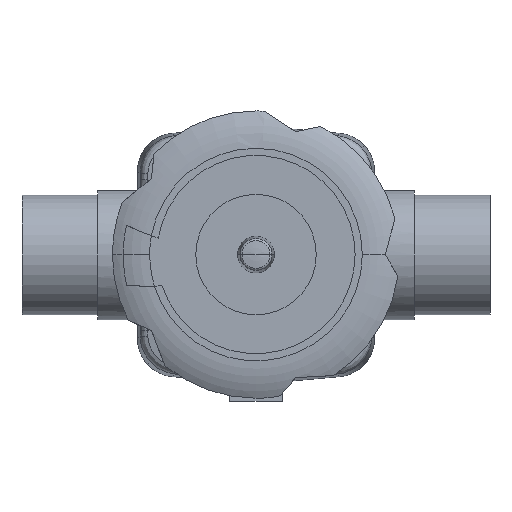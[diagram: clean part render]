
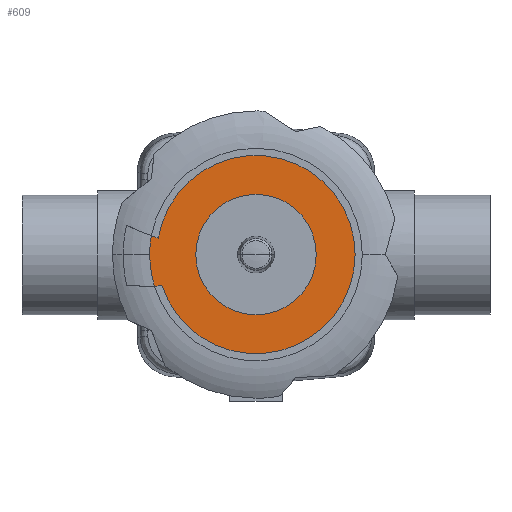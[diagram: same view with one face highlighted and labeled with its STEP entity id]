
A CAD part, top view. The second image highlights one B-rep face of the part: STEP entity #609.
In plain terms, the highlighted planar face has unit normal (0, 0, 1).
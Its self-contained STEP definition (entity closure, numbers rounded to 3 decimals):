
#609=ADVANCED_FACE('',(#1210,#1211),#1212,.T.);
#1210=FACE_OUTER_BOUND('',#3114,.T.);
#1211=FACE_BOUND('',#3115,.T.);
#1212=PLANE('',#3116);
#3114=EDGE_LOOP('',(#4792,#4793,#4794,#4795,#4796,#4797));
#3115=EDGE_LOOP('',(#4798,#4799));
#3116=AXIS2_PLACEMENT_3D('',#4800,#4801,#4802);
#4792=ORIENTED_EDGE('',*,*,#5430,.F.);
#4793=ORIENTED_EDGE('',*,*,#5467,.F.);
#4794=ORIENTED_EDGE('',*,*,#5423,.F.);
#4795=ORIENTED_EDGE('',*,*,#5464,.F.);
#4796=ORIENTED_EDGE('',*,*,#5455,.F.);
#4797=ORIENTED_EDGE('',*,*,#5449,.F.);
#4798=ORIENTED_EDGE('',*,*,#5441,.T.);
#4799=ORIENTED_EDGE('',*,*,#5439,.T.);
#4800=CARTESIAN_POINT('',(0.,0.,127.45));
#4801=DIRECTION('',(0.,0.,1.0));
#4802=DIRECTION('',(1.0,0.,0.));
#5423=EDGE_CURVE('',#6371,#6374,#6375,.T.);
#5430=EDGE_CURVE('',#6385,#6381,#6387,.T.);
#5439=EDGE_CURVE('',#6396,#6400,#6402,.T.);
#5441=EDGE_CURVE('',#6400,#6396,#6404,.T.);
#5449=EDGE_CURVE('',#6381,#6413,#6414,.T.);
#5455=EDGE_CURVE('',#6413,#6423,#6424,.T.);
#5464=EDGE_CURVE('',#6423,#6371,#6435,.T.);
#5467=EDGE_CURVE('',#6374,#6385,#6438,.T.);
#6371=VERTEX_POINT('',#8008);
#6374=VERTEX_POINT('',#8011);
#6375=CIRCLE('',#8012,44.4);
#6381=VERTEX_POINT('',#8023);
#6385=VERTEX_POINT('',#8028);
#6387=CIRCLE('',#8031,41.4);
#6396=VERTEX_POINT('',#8040);
#6400=VERTEX_POINT('',#8045);
#6402=CIRCLE('',#8048,25.15);
#6404=CIRCLE('',#8050,25.15);
#6413=VERTEX_POINT('',#8059);
#6414=CIRCLE('',#8060,41.4);
#6423=VERTEX_POINT('',#8073);
#6424=CIRCLE('',#8074,83.217);
#6435=CIRCLE('',#8096,44.4);
#6438=CIRCLE('',#8100,125.0);
#8008=CARTESIAN_POINT('',(-44.4,0.,127.45));
#8011=CARTESIAN_POINT('',(-43.694,7.885,127.45));
#8012=AXIS2_PLACEMENT_3D('',#8988,#8989,#8990);
#8023=CARTESIAN_POINT('',(41.4,0.,127.45));
#8028=CARTESIAN_POINT('',(-40.828,6.856,127.45));
#8031=AXIS2_PLACEMENT_3D('',#8999,#9000,#9001);
#8040=CARTESIAN_POINT('',(-25.15,0.,127.45));
#8045=CARTESIAN_POINT('',(25.15,0.,127.45));
#8048=AXIS2_PLACEMENT_3D('',#9016,#9017,#9018);
#8050=AXIS2_PLACEMENT_3D('',#9019,#9020,#9021);
#8059=CARTESIAN_POINT('',(-39.299,-13.021,127.45));
#8060=AXIS2_PLACEMENT_3D('',#9034,#9035,#9036);
#8073=CARTESIAN_POINT('',(-42.4,-13.176,127.45));
#8074=AXIS2_PLACEMENT_3D('',#9044,#9045,#9046);
#8096=AXIS2_PLACEMENT_3D('',#9057,#9058,#9059);
#8100=AXIS2_PLACEMENT_3D('',#9061,#9062,#9063);
#8988=CARTESIAN_POINT('',(0.,0.,127.45));
#8989=DIRECTION('',(0.,0.,-1.0));
#8990=DIRECTION('',(1.0,0.,0.));
#8999=CARTESIAN_POINT('',(0.,0.,127.45));
#9000=DIRECTION('',(0.,0.,-1.0));
#9001=DIRECTION('',(-1.0,0.,0.));
#9016=CARTESIAN_POINT('',(0.,0.,127.45));
#9017=DIRECTION('',(0.,0.,-1.0));
#9018=DIRECTION('',(-1.0,0.,0.));
#9019=CARTESIAN_POINT('',(0.,0.,127.45));
#9020=DIRECTION('',(0.,0.,-1.0));
#9021=DIRECTION('',(-1.0,0.,0.));
#9034=CARTESIAN_POINT('',(0.,0.,127.45));
#9035=DIRECTION('',(0.,0.,-1.0));
#9036=DIRECTION('',(-1.0,0.,0.));
#9044=CARTESIAN_POINT('',(-45.0,70.0,127.45));
#9045=DIRECTION('',(0.,0.,-1.0));
#9046=DIRECTION('',(-0.024,1.,0.));
#9057=CARTESIAN_POINT('',(0.,0.,127.45));
#9058=DIRECTION('',(0.,0.,-1.0));
#9059=DIRECTION('',(1.0,0.,0.));
#9061=CARTESIAN_POINT('',(0.,125.0,127.45));
#9062=DIRECTION('',(0.0,0.,1.0));
#9063=DIRECTION('',(-0.354,-0.935,0.));
